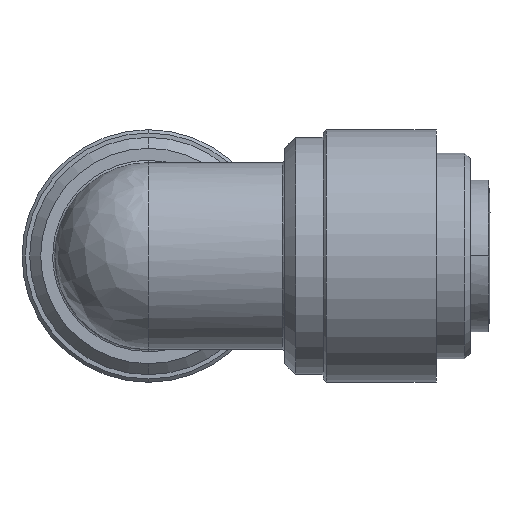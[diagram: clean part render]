
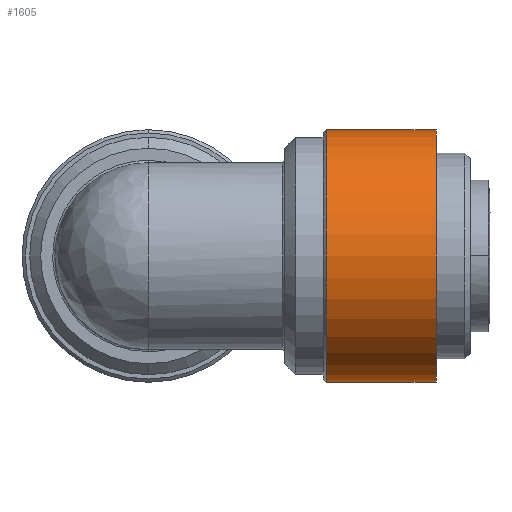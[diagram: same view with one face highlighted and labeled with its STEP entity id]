
A CAD part, left-side view. The second image highlights one B-rep face of the part: STEP entity #1605.
In plain terms, the highlighted cylindrical face has radius 11.5 mm (diameter 23 mm), a partial arc.
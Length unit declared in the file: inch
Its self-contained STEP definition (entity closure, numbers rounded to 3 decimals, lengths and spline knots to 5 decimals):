
#54 = FACE_OUTER_BOUND ( 'NONE', #2526, .T. ) ;
#227 = EDGE_CURVE ( 'NONE', #797, #1817, #2746, .T. ) ;
#557 = CARTESIAN_POINT ( 'NONE',  ( 0., 0.38976, 0. ) ) ;
#790 = ORIENTED_EDGE ( 'NONE', *, *, #227, .F. ) ;
#795 = DIRECTION ( 'NONE',  ( 0., 0., 1. ) ) ;
#797 = VERTEX_POINT ( 'NONE', #1820 ) ;
#814 = DIRECTION ( 'NONE',  ( 0., 1., 0. ) ) ;
#916 = CARTESIAN_POINT ( 'NONE',  ( 0., 0.58661, 0. ) ) ;
#917 = DIRECTION ( 'NONE',  ( 0., -1., 0. ) ) ;
#1072 = AXIS2_PLACEMENT_3D ( 'NONE', #916, #2702, #1168 ) ;
#1084 = VERTEX_POINT ( 'NONE', #1147 ) ;
#1098 = CARTESIAN_POINT ( 'NONE',  ( 0., 0.58661, -0.45276 ) ) ;
#1147 = CARTESIAN_POINT ( 'NONE',  ( 0., 0.19291, 0.45276 ) ) ;
#1157 = VERTEX_POINT ( 'NONE', #3213 ) ;
#1166 = EDGE_CURVE ( 'NONE', #1157, #1817, #2225, .T. ) ;
#1168 = DIRECTION ( 'NONE',  ( 0., 0., 1. ) ) ;
#1203 = AXIS2_PLACEMENT_3D ( 'NONE', #2451, #917, #2703 ) ;
#1212 = CIRCLE ( 'NONE', #1203, 0.45276 ) ;
#1223 = ORIENTED_EDGE ( 'NONE', *, *, #3231, .F. ) ;
#1277 = ORIENTED_EDGE ( 'NONE', *, *, #1527, .T. ) ;
#1527 = EDGE_CURVE ( 'NONE', #1084, #1157, #2583, .T. ) ;
#1553 = DIRECTION ( 'NONE',  ( 0., 1., 0. ) ) ;
#1605 = ADVANCED_FACE ( 'NONE', ( #54 ), #3302, .T. ) ;
#1729 = VECTOR ( 'NONE', #1553, 39.37008 ) ;
#1817 = VERTEX_POINT ( 'NONE', #1098 ) ;
#1819 = CARTESIAN_POINT ( 'NONE',  ( 0., 0.38976, -0.45276 ) ) ;
#1820 = CARTESIAN_POINT ( 'NONE',  ( 0., 0.19291, -0.45276 ) ) ;
#2001 = ORIENTED_EDGE ( 'NONE', *, *, #1166, .T. ) ;
#2059 = VECTOR ( 'NONE', #2582, 39.37008 ) ;
#2214 = AXIS2_PLACEMENT_3D ( 'NONE', #557, #814, #795 ) ;
#2225 = CIRCLE ( 'NONE', #1072, 0.45276 ) ;
#2451 = CARTESIAN_POINT ( 'NONE',  ( 0., 0.19291, 0. ) ) ;
#2526 = EDGE_LOOP ( 'NONE', ( #790, #1223, #1277, #2001 ) ) ;
#2582 = DIRECTION ( 'NONE',  ( 0., 1., 0. ) ) ;
#2583 = LINE ( 'NONE', #3301, #1729 ) ;
#2702 = DIRECTION ( 'NONE',  ( 0., -1., 0. ) ) ;
#2703 = DIRECTION ( 'NONE',  ( 0., 0., 1. ) ) ;
#2746 = LINE ( 'NONE', #1819, #2059 ) ;
#3213 = CARTESIAN_POINT ( 'NONE',  ( 0., 0.58661, 0.45276 ) ) ;
#3231 = EDGE_CURVE ( 'NONE', #1084, #797, #1212, .T. ) ;
#3301 = CARTESIAN_POINT ( 'NONE',  ( 0., 0.38976, 0.45276 ) ) ;
#3302 = CYLINDRICAL_SURFACE ( 'NONE', #2214, 0.45276 ) ;
